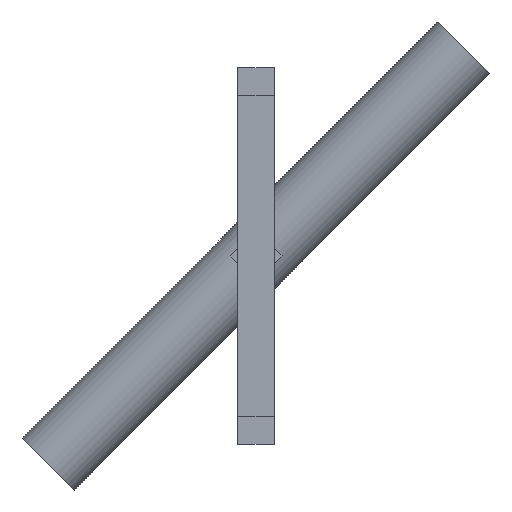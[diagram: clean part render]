
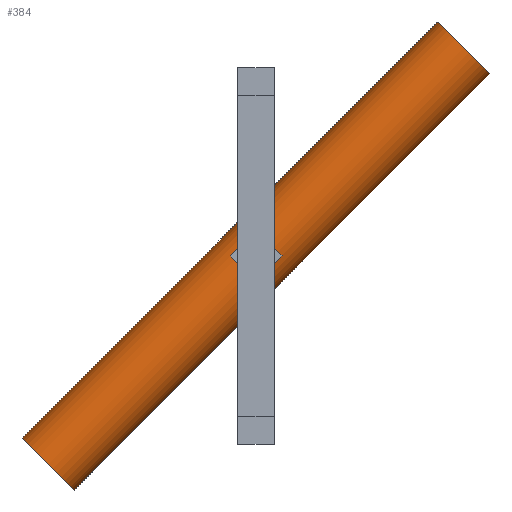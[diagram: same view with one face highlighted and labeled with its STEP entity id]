
A CAD part, front view. The second image highlights one B-rep face of the part: STEP entity #384.
In plain terms, the highlighted cylindrical face has radius 4 mm (diameter 8 mm), a full revolution.
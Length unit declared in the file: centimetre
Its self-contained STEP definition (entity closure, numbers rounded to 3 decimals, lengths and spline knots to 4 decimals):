
#34=FACE_BOUND('',#64,.T.);
#41=FACE_OUTER_BOUND('',#63,.T.);
#63=EDGE_LOOP('',(#281,#282,#283,#284));
#64=EDGE_LOOP('',(#285,#286,#287,#288));
#90=LINE('',#581,#135);
#91=LINE('',#587,#136);
#92=LINE('',#590,#137);
#135=VECTOR('',#477,0.4);
#136=VECTOR('',#482,1.);
#137=VECTOR('',#485,1.);
#182=CIRCLE('',#434,0.4);
#183=CIRCLE('',#435,0.4);
#184=CIRCLE('',#436,0.4);
#185=CIRCLE('',#437,0.4);
#190=VERTEX_POINT('',#578);
#191=VERTEX_POINT('',#580);
#192=VERTEX_POINT('',#583);
#193=VERTEX_POINT('',#584);
#194=VERTEX_POINT('',#586);
#195=VERTEX_POINT('',#588);
#226=EDGE_CURVE('',#190,#190,#182,.T.);
#227=EDGE_CURVE('',#190,#191,#90,.T.);
#228=EDGE_CURVE('',#191,#191,#183,.T.);
#229=EDGE_CURVE('',#192,#193,#184,.T.);
#230=EDGE_CURVE('',#194,#192,#91,.T.);
#231=EDGE_CURVE('',#195,#194,#185,.T.);
#232=EDGE_CURVE('',#193,#195,#92,.T.);
#281=ORIENTED_EDGE('',*,*,#226,.F.);
#282=ORIENTED_EDGE('',*,*,#227,.T.);
#283=ORIENTED_EDGE('',*,*,#228,.F.);
#284=ORIENTED_EDGE('',*,*,#227,.F.);
#285=ORIENTED_EDGE('',*,*,#229,.F.);
#286=ORIENTED_EDGE('',*,*,#230,.F.);
#287=ORIENTED_EDGE('',*,*,#231,.F.);
#288=ORIENTED_EDGE('',*,*,#232,.F.);
#381=CYLINDRICAL_SURFACE('',#433,0.4);
#384=ADVANCED_FACE('',(#41,#34),#381,.T.);
#433=AXIS2_PLACEMENT_3D('',#577,#473,#474);
#434=AXIS2_PLACEMENT_3D('',#579,#475,#476);
#435=AXIS2_PLACEMENT_3D('',#582,#478,#479);
#436=AXIS2_PLACEMENT_3D('',#585,#480,#481);
#437=AXIS2_PLACEMENT_3D('',#589,#483,#484);
#473=DIRECTION('center_axis',(0.707,0.,0.707));
#474=DIRECTION('ref_axis',(0.707,0.,-0.707));
#475=DIRECTION('center_axis',(0.707,0.,0.707));
#476=DIRECTION('ref_axis',(0.707,0.,-0.707));
#477=DIRECTION('',(-0.707,0.,-0.707));
#478=DIRECTION('center_axis',(-0.707,0.,-0.707));
#479=DIRECTION('ref_axis',(0.707,0.,-0.707));
#480=DIRECTION('center_axis',(-0.707,0.,-0.707));
#481=DIRECTION('ref_axis',(0.707,0.,-0.707));
#482=DIRECTION('',(0.707,0.,0.707));
#483=DIRECTION('center_axis',(0.707,0.,0.707));
#484=DIRECTION('ref_axis',(0.707,0.,-0.707));
#485=DIRECTION('',(-0.707,0.,-0.707));
#577=CARTESIAN_POINT('Origin',(0.3414,9.8,-0.8428));
#578=CARTESIAN_POINT('',(2.1799,9.8,1.5614));
#579=CARTESIAN_POINT('Origin',(2.4627,9.8,1.2785));
#580=CARTESIAN_POINT('',(-2.3456,9.8,-2.9641));
#581=CARTESIAN_POINT('',(0.0586,9.8,-0.56));
#582=CARTESIAN_POINT('Origin',(-2.0627,9.8,-3.247));
#583=CARTESIAN_POINT('',(0.4828,9.4536,-0.9842));
#584=CARTESIAN_POINT('',(0.2,9.4536,-0.7014));
#585=CARTESIAN_POINT('Origin',(0.3414,9.8,-0.8428));
#586=CARTESIAN_POINT('',(0.2,9.4536,-1.2671));
#587=CARTESIAN_POINT('',(0.4828,9.4536,-0.9842));
#588=CARTESIAN_POINT('',(-0.0828,9.4536,-0.9842));
#589=CARTESIAN_POINT('Origin',(0.0586,9.8,-1.1256));
#590=CARTESIAN_POINT('',(0.2,9.4536,-0.7014));
